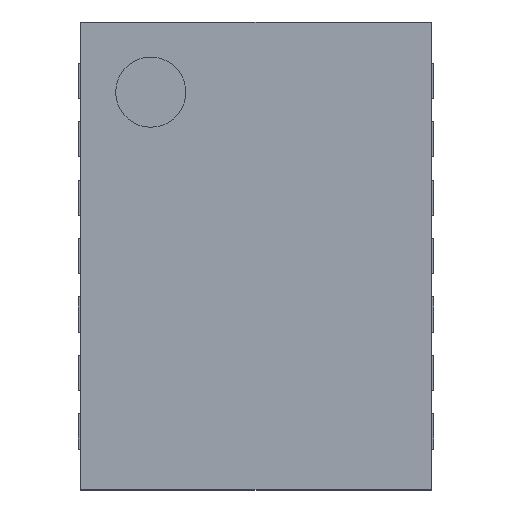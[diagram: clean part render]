
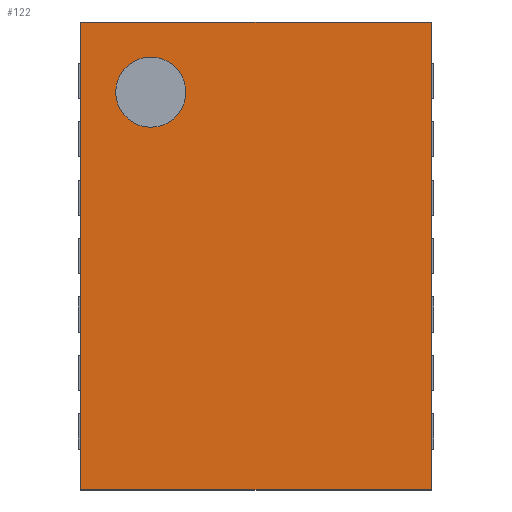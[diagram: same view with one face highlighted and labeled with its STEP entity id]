
A CAD part, top view. The second image highlights one B-rep face of the part: STEP entity #122.
In plain terms, the highlighted planar face has unit normal (0, 0, 1).
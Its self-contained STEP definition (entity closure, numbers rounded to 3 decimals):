
#13=DIRECTION('',(0.,0.,1.));
#14=DIRECTION('',(1.,0.,0.));
#81=VERTEX_POINT('',#82);
#82=CARTESIAN_POINT('',(-1.5,-2.,0.77));
#90=VECTOR('',#91,1.);
#91=DIRECTION('',(0.,1.,0.));
#94=VERTEX_POINT('',#95);
#95=CARTESIAN_POINT('',(-1.5,2.,0.77));
#97=ORIENTED_EDGE('',*,*,#98,.F.);
#98=EDGE_CURVE('',#81,#94,#99,.T.);
#99=LINE('',#82,#90);
#110=VECTOR('',#14,1.);
#112=ORIENTED_EDGE('',*,*,#113,.T.);
#113=EDGE_CURVE('',#81,#114,#116,.T.);
#114=VERTEX_POINT('',#115);
#115=CARTESIAN_POINT('',(1.5,-2.,0.77));
#116=LINE('',#82,#110);
#122=ADVANCED_FACE('',(#123,#133),#144,.T.);
#123=FACE_BOUND('',#124,.T.);
#124=EDGE_LOOP('',(#97,#112,#125,#130));
#125=ORIENTED_EDGE('',*,*,#126,.T.);
#126=EDGE_CURVE('',#114,#127,#129,.T.);
#127=VERTEX_POINT('',#128);
#128=CARTESIAN_POINT('',(1.5,2.,0.77));
#129=LINE('',#115,#90);
#130=ORIENTED_EDGE('',*,*,#131,.F.);
#131=EDGE_CURVE('',#94,#127,#132,.T.);
#132=LINE('',#95,#110);
#133=FACE_BOUND('',#134,.T.);
#134=EDGE_LOOP('',(#135));
#135=ORIENTED_EDGE('',*,*,#136,.T.);
#136=EDGE_CURVE('',#137,#137,#139,.T.);
#137=VERTEX_POINT('',#138);
#138=CARTESIAN_POINT('',(-1.2,1.4,0.77));
#139=CIRCLE('',#140,0.3);
#140=AXIS2_PLACEMENT_3D('',#141,#142,#143);
#141=CARTESIAN_POINT('',(-0.9,1.4,0.77));
#142=DIRECTION('',(0.,0.,-1.));
#143=DIRECTION('',(-1.,0.,0.));
#144=PLANE('',#145);
#145=AXIS2_PLACEMENT_3D('',#82,#13,#14);
